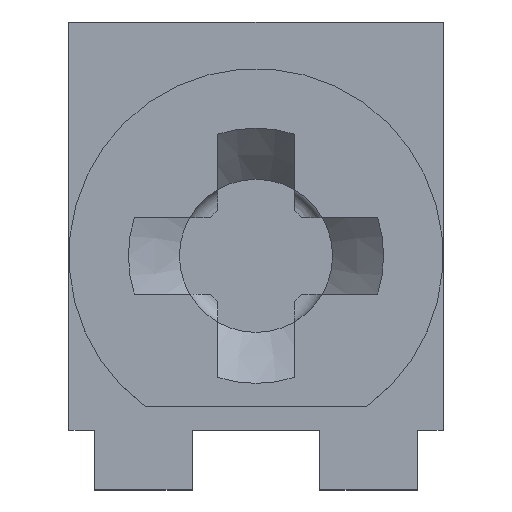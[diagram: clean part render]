
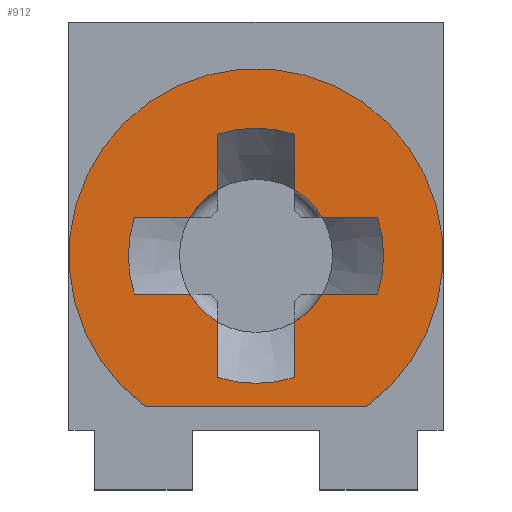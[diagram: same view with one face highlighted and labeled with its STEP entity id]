
A CAD part, top view. The second image highlights one B-rep face of the part: STEP entity #912.
In plain terms, the highlighted planar face has unit normal (0, 0, 1).
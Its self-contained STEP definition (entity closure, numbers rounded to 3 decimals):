
#15=FACE_BOUND('',#200,.T.);
#48=CIRCLE('',#954,0.75);
#49=CIRCLE('',#957,0.75);
#50=CIRCLE('',#960,0.75);
#51=CIRCLE('',#963,0.75);
#52=CIRCLE('',#966,0.45);
#53=CIRCLE('',#969,0.45);
#54=CIRCLE('',#972,0.45);
#55=CIRCLE('',#975,0.45);
#58=CIRCLE('',#995,1.1);
#150=FACE_OUTER_BOUND('',#199,.T.);
#199=EDGE_LOOP('',(#813,#814));
#200=EDGE_LOOP('',(#815,#816,#817,#818,#819,#820,#821,#822,#823,#824,#825,
#826,#827,#828,#829,#830));
#241=LINE('',#1434,#326);
#243=LINE('',#1448,#328);
#245=LINE('',#1462,#330);
#247=LINE('',#1476,#332);
#250=LINE('',#1483,#335);
#252=LINE('',#1489,#337);
#254=LINE('',#1495,#339);
#256=LINE('',#1501,#341);
#285=LINE('',#1574,#370);
#326=VECTOR('',#1098,10.);
#328=VECTOR('',#1106,10.);
#330=VECTOR('',#1114,10.);
#332=VECTOR('',#1122,10.);
#335=VECTOR('',#1131,10.);
#337=VECTOR('',#1139,10.);
#339=VECTOR('',#1147,10.);
#341=VECTOR('',#1155,10.);
#370=VECTOR('',#1224,10.);
#419=VERTEX_POINT('',#1423);
#420=VERTEX_POINT('',#1427);
#421=VERTEX_POINT('',#1433);
#422=VERTEX_POINT('',#1437);
#423=VERTEX_POINT('',#1441);
#424=VERTEX_POINT('',#1447);
#425=VERTEX_POINT('',#1451);
#426=VERTEX_POINT('',#1455);
#427=VERTEX_POINT('',#1461);
#428=VERTEX_POINT('',#1465);
#429=VERTEX_POINT('',#1469);
#430=VERTEX_POINT('',#1475);
#431=VERTEX_POINT('',#1479);
#432=VERTEX_POINT('',#1485);
#433=VERTEX_POINT('',#1491);
#434=VERTEX_POINT('',#1497);
#451=VERTEX_POINT('',#1568);
#452=VERTEX_POINT('',#1569);
#514=EDGE_CURVE('',#420,#419,#48,.T.);
#516=EDGE_CURVE('',#421,#420,#241,.T.);
#519=EDGE_CURVE('',#423,#422,#49,.T.);
#521=EDGE_CURVE('',#424,#423,#243,.T.);
#524=EDGE_CURVE('',#426,#425,#50,.T.);
#526=EDGE_CURVE('',#427,#426,#245,.T.);
#529=EDGE_CURVE('',#429,#428,#51,.T.);
#531=EDGE_CURVE('',#430,#429,#247,.T.);
#533=EDGE_CURVE('',#431,#430,#52,.T.);
#535=EDGE_CURVE('',#425,#431,#250,.T.);
#536=EDGE_CURVE('',#432,#427,#53,.T.);
#538=EDGE_CURVE('',#419,#432,#252,.T.);
#539=EDGE_CURVE('',#433,#421,#54,.T.);
#541=EDGE_CURVE('',#422,#433,#254,.T.);
#542=EDGE_CURVE('',#434,#424,#55,.T.);
#544=EDGE_CURVE('',#428,#434,#256,.T.);
#575=EDGE_CURVE('',#451,#452,#58,.T.);
#578=EDGE_CURVE('',#452,#451,#285,.T.);
#813=ORIENTED_EDGE('',*,*,#578,.T.);
#814=ORIENTED_EDGE('',*,*,#575,.T.);
#815=ORIENTED_EDGE('',*,*,#531,.T.);
#816=ORIENTED_EDGE('',*,*,#529,.T.);
#817=ORIENTED_EDGE('',*,*,#544,.T.);
#818=ORIENTED_EDGE('',*,*,#542,.T.);
#819=ORIENTED_EDGE('',*,*,#521,.T.);
#820=ORIENTED_EDGE('',*,*,#519,.T.);
#821=ORIENTED_EDGE('',*,*,#541,.T.);
#822=ORIENTED_EDGE('',*,*,#539,.T.);
#823=ORIENTED_EDGE('',*,*,#516,.T.);
#824=ORIENTED_EDGE('',*,*,#514,.T.);
#825=ORIENTED_EDGE('',*,*,#538,.T.);
#826=ORIENTED_EDGE('',*,*,#536,.T.);
#827=ORIENTED_EDGE('',*,*,#526,.T.);
#828=ORIENTED_EDGE('',*,*,#524,.T.);
#829=ORIENTED_EDGE('',*,*,#535,.T.);
#830=ORIENTED_EDGE('',*,*,#533,.T.);
#864=PLANE('',#997);
#912=ADVANCED_FACE('',(#150,#15),#864,.T.);
#954=AXIS2_PLACEMENT_3D('',#1428,#1094,#1095);
#957=AXIS2_PLACEMENT_3D('',#1442,#1102,#1103);
#960=AXIS2_PLACEMENT_3D('',#1456,#1110,#1111);
#963=AXIS2_PLACEMENT_3D('',#1470,#1118,#1119);
#966=AXIS2_PLACEMENT_3D('',#1480,#1126,#1127);
#969=AXIS2_PLACEMENT_3D('',#1486,#1134,#1135);
#972=AXIS2_PLACEMENT_3D('',#1492,#1142,#1143);
#975=AXIS2_PLACEMENT_3D('',#1498,#1150,#1151);
#995=AXIS2_PLACEMENT_3D('',#1570,#1218,#1219);
#997=AXIS2_PLACEMENT_3D('',#1575,#1225,#1226);
#1094=DIRECTION('center_axis',(0.,0.,-1.));
#1095=DIRECTION('ref_axis',(-1.,0.,0.));
#1098=DIRECTION('',(0.,-1.,0.));
#1102=DIRECTION('center_axis',(0.,0.,-1.));
#1103=DIRECTION('ref_axis',(-1.,0.,0.));
#1106=DIRECTION('',(1.,0.,0.));
#1110=DIRECTION('center_axis',(0.,0.,-1.));
#1111=DIRECTION('ref_axis',(-1.,0.,0.));
#1114=DIRECTION('',(-1.,0.,0.));
#1118=DIRECTION('center_axis',(0.,0.,-1.));
#1119=DIRECTION('ref_axis',(-1.,0.,0.));
#1122=DIRECTION('',(0.,1.,0.));
#1126=DIRECTION('center_axis',(0.,0.,-1.));
#1127=DIRECTION('ref_axis',(-1.,0.,0.));
#1131=DIRECTION('',(1.,0.,0.));
#1134=DIRECTION('center_axis',(0.,0.,-1.));
#1135=DIRECTION('ref_axis',(-1.,0.,0.));
#1139=DIRECTION('',(0.,1.,0.));
#1142=DIRECTION('center_axis',(0.,0.,-1.));
#1143=DIRECTION('ref_axis',(-1.,0.,0.));
#1147=DIRECTION('',(-1.,0.,0.));
#1150=DIRECTION('center_axis',(0.,0.,-1.));
#1151=DIRECTION('ref_axis',(-1.,0.,0.));
#1155=DIRECTION('',(0.,-1.,0.));
#1218=DIRECTION('center_axis',(0.,0.,1.));
#1219=DIRECTION('ref_axis',(1.,0.,0.));
#1224=DIRECTION('',(1.,0.,0.));
#1225=DIRECTION('center_axis',(0.,0.,1.));
#1226=DIRECTION('ref_axis',(1.,0.,0.));
#1423=CARTESIAN_POINT('',(-0.225,-0.715,1.05));
#1427=CARTESIAN_POINT('',(0.225,-0.715,1.05));
#1428=CARTESIAN_POINT('Origin',(0.,0.,1.05));
#1433=CARTESIAN_POINT('',(0.225,-0.39,1.05));
#1434=CARTESIAN_POINT('',(0.225,-0.142,1.05));
#1437=CARTESIAN_POINT('',(0.715,-0.225,1.05));
#1441=CARTESIAN_POINT('',(0.715,0.225,1.05));
#1442=CARTESIAN_POINT('Origin',(0.,0.,1.05));
#1447=CARTESIAN_POINT('',(0.39,0.225,1.05));
#1448=CARTESIAN_POINT('',(0.195,0.225,1.05));
#1451=CARTESIAN_POINT('',(-0.715,0.225,1.05));
#1455=CARTESIAN_POINT('',(-0.715,-0.225,1.05));
#1456=CARTESIAN_POINT('Origin',(0.,0.,1.05));
#1461=CARTESIAN_POINT('',(-0.39,-0.225,1.05));
#1462=CARTESIAN_POINT('',(-0.195,-0.225,1.05));
#1465=CARTESIAN_POINT('',(0.225,0.715,1.05));
#1469=CARTESIAN_POINT('',(-0.225,0.715,1.05));
#1470=CARTESIAN_POINT('Origin',(0.,0.,1.05));
#1475=CARTESIAN_POINT('',(-0.225,0.39,1.05));
#1476=CARTESIAN_POINT('',(-0.225,0.248,1.05));
#1479=CARTESIAN_POINT('',(-0.39,0.225,1.05));
#1480=CARTESIAN_POINT('Origin',(0.,0.,1.05));
#1483=CARTESIAN_POINT('',(-0.358,0.225,1.05));
#1485=CARTESIAN_POINT('',(-0.225,-0.39,1.05));
#1486=CARTESIAN_POINT('Origin',(0.,0.,1.05));
#1489=CARTESIAN_POINT('',(-0.225,-0.305,1.05));
#1491=CARTESIAN_POINT('',(0.39,-0.225,1.05));
#1492=CARTESIAN_POINT('Origin',(0.,0.,1.05));
#1495=CARTESIAN_POINT('',(0.358,-0.225,1.05));
#1497=CARTESIAN_POINT('',(0.225,0.39,1.05));
#1498=CARTESIAN_POINT('Origin',(0.,0.,1.05));
#1501=CARTESIAN_POINT('',(0.225,0.411,1.05));
#1568=CARTESIAN_POINT('',(0.65,-0.887,1.05));
#1569=CARTESIAN_POINT('',(-0.65,-0.887,1.05));
#1570=CARTESIAN_POINT('Origin',(0.,0.,1.05));
#1574=CARTESIAN_POINT('',(-0.65,-0.887,1.05));
#1575=CARTESIAN_POINT('Origin',(0.,0.106,1.05));
